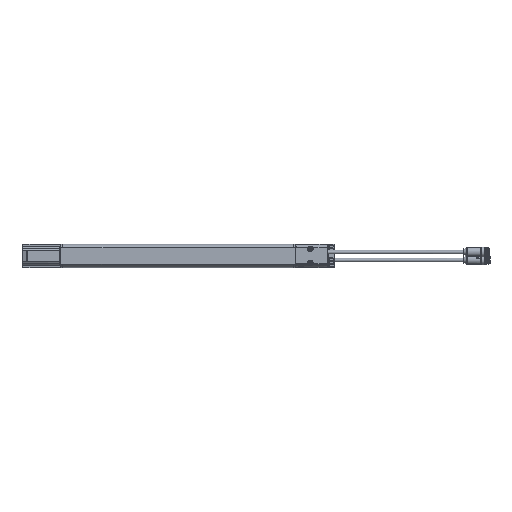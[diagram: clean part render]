
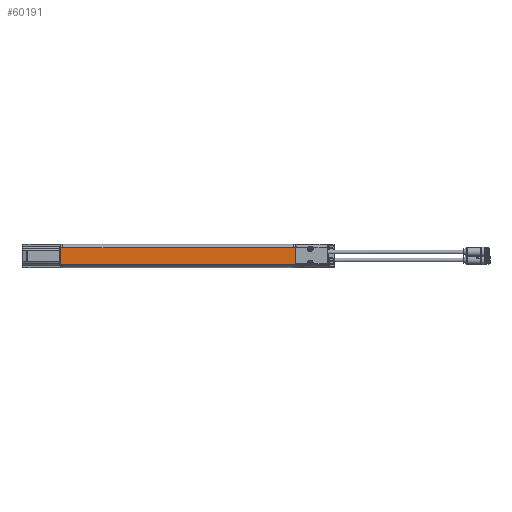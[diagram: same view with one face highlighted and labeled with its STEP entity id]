
A CAD part, left-side view. The second image highlights one B-rep face of the part: STEP entity #60191.
In plain terms, the highlighted planar face has unit normal (-1, 0, 0).
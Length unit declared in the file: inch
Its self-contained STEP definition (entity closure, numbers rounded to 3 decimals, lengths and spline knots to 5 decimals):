
#593 = ORIENTED_EDGE ( 'NONE', *, *, #86418, .T. ) ;
#1502 = B_SPLINE_CURVE_WITH_KNOTS ( 'NONE', 3,
 ( #54711, #46195, #8668, #38679 ),
 .UNSPECIFIED., .F., .F.,
 ( 4, 4 ),
 ( 0., 0.00208 ),
 .UNSPECIFIED. ) ;
#1752 = CARTESIAN_POINT ( 'NONE',  ( -2.99606, 6.67339, 0.4691 ) ) ;
#3332 = VECTOR ( 'NONE', #89248, 39.37008 ) ;
#3708 = VECTOR ( 'NONE', #74496, 39.37008 ) ;
#6189 = LINE ( 'NONE', #75758, #10302 ) ;
#6374 = VECTOR ( 'NONE', #11035, 39.37008 ) ;
#6428 = ORIENTED_EDGE ( 'NONE', *, *, #80528, .T. ) ;
#7478 = CARTESIAN_POINT ( 'NONE',  ( -2.99606, -6.79311, -0.59505 ) ) ;
#8486 = CARTESIAN_POINT ( 'NONE',  ( -2.99606, -6.79307, -0.46295 ) ) ;
#8668 = CARTESIAN_POINT ( 'NONE',  ( -2.99606, 6.67339, 0.4678 ) ) ;
#10302 = VECTOR ( 'NONE', #52252, 39.37008 ) ;
#11035 = DIRECTION ( 'NONE',  ( 0., 0., -1. ) ) ;
#11549 = EDGE_CURVE ( 'NONE', #95405, #50608, #13347, .T. ) ;
#13347 = LINE ( 'NONE', #28836, #59037 ) ;
#15131 = EDGE_CURVE ( 'NONE', #50608, #22310, #37671, .T. ) ;
#15542 = CARTESIAN_POINT ( 'NONE',  ( -2.99606, 123.24802, -0.03852 ) ) ;
#15797 = LINE ( 'NONE', #23789, #82654 ) ;
#16060 = CARTESIAN_POINT ( 'NONE',  ( -2.99606, 6.67339, 0.46715 ) ) ;
#17087 = EDGE_LOOP ( 'NONE', ( #6428, #25876, #23965, #91839, #49708, #92555, #593, #86903, #78284, #32136, #22993, #42072, #59195, #42964 ) ) ;
#17109 = EDGE_CURVE ( 'NONE', #95405, #86471, #37486, .T. ) ;
#17449 = VERTEX_POINT ( 'NONE', #92875 ) ;
#17521 = VERTEX_POINT ( 'NONE', #95823 ) ;
#18221 = CARTESIAN_POINT ( 'NONE',  ( -2.99606, 6.67307, -0.4675 ) ) ;
#18522 = LINE ( 'NONE', #94156, #6374 ) ;
#20169 = EDGE_CURVE ( 'NONE', #63326, #69037, #18522, .T. ) ;
#20787 = VECTOR ( 'NONE', #91292, 39.37008 ) ;
#22310 = VERTEX_POINT ( 'NONE', #59716 ) ;
#22567 = PLANE ( 'NONE',  #56947 ) ;
#22993 = ORIENTED_EDGE ( 'NONE', *, *, #25343, .T. ) ;
#23789 = CARTESIAN_POINT ( 'NONE',  ( -2.99606, 123.24787, -0.50487 ) ) ;
#23965 = ORIENTED_EDGE ( 'NONE', *, *, #68812, .T. ) ;
#24509 = DIRECTION ( 'NONE',  ( -1., 0., 0. ) ) ;
#25343 = EDGE_CURVE ( 'NONE', #81471, #86471, #76401, .T. ) ;
#25480 = CARTESIAN_POINT ( 'NONE',  ( -2.99606, 6.7538, 0.46906 ) ) ;
#25876 = ORIENTED_EDGE ( 'NONE', *, *, #69387, .F. ) ;
#28466 = VERTEX_POINT ( 'NONE', #89416 ) ;
#28836 = CARTESIAN_POINT ( 'NONE',  ( -2.99606, -6.79275, 0.47363 ) ) ;
#28844 = CARTESIAN_POINT ( 'NONE',  ( -2.99606, 123.24818, 0.42783 ) ) ;
#32136 = ORIENTED_EDGE ( 'NONE', *, *, #56128, .T. ) ;
#33994 = CARTESIAN_POINT ( 'NONE',  ( -2.99606, 6.79401, 0.46904 ) ) ;
#35371 = DIRECTION ( 'NONE',  ( 0., 1., 0. ) ) ;
#35716 = CARTESIAN_POINT ( 'NONE',  ( -2.99606, 6.7937, -0.46753 ) ) ;
#35926 = VERTEX_POINT ( 'NONE', #18221 ) ;
#36394 = VECTOR ( 'NONE', #78751, 39.37008 ) ;
#37403 = VERTEX_POINT ( 'NONE', #16060 ) ;
#37486 = LINE ( 'NONE', #7478, #67378 ) ;
#37671 = LINE ( 'NONE', #53703, #20787 ) ;
#37810 = CARTESIAN_POINT ( 'NONE',  ( -2.99606, -6.79307, -0.46295 ) ) ;
#38679 = CARTESIAN_POINT ( 'NONE',  ( -2.99606, 6.67339, 0.46715 ) ) ;
#41444 = VERTEX_POINT ( 'NONE', #1752 ) ;
#42072 = ORIENTED_EDGE ( 'NONE', *, *, #17109, .F. ) ;
#42964 = ORIENTED_EDGE ( 'NONE', *, *, #15131, .T. ) ;
#43567 = CARTESIAN_POINT ( 'NONE',  ( -2.99606, 6.67307, -0.46555 ) ) ;
#46195 = CARTESIAN_POINT ( 'NONE',  ( -2.99606, 6.67339, 0.46845 ) ) ;
#46328 = DIRECTION ( 'NONE',  ( 0., -1., 0. ) ) ;
#48723 = CARTESIAN_POINT ( 'NONE',  ( -2.99606, -6.67307, 0.4736 ) ) ;
#49392 = CARTESIAN_POINT ( 'NONE',  ( -2.99606, 6.79375, -0.3182 ) ) ;
#49708 = ORIENTED_EDGE ( 'NONE', *, *, #65185, .T. ) ;
#50017 = CARTESIAN_POINT ( 'NONE',  ( -2.99606, 6.7136, 0.46908 ) ) ;
#50408 = LINE ( 'NONE', #28844, #94045 ) ;
#50608 = VERTEX_POINT ( 'NONE', #48723 ) ;
#51895 = DIRECTION ( 'NONE',  ( 0., 1., 0. ) ) ;
#52252 = DIRECTION ( 'NONE',  ( 0., 0., -1. ) ) ;
#52878 = CARTESIAN_POINT ( 'NONE',  ( -2.99606, -6.75317, -0.46297 ) ) ;
#53703 = CARTESIAN_POINT ( 'NONE',  ( -2.99606, -6.673, 0.69427 ) ) ;
#53711 = EDGE_CURVE ( 'NONE', #17449, #35926, #66699, .T. ) ;
#54711 = CARTESIAN_POINT ( 'NONE',  ( -2.99606, 6.67339, 0.4691 ) ) ;
#56128 = EDGE_CURVE ( 'NONE', #28466, #81471, #89034, .T. ) ;
#56947 = AXIS2_PLACEMENT_3D ( 'NONE', #15542, #24509, #61101 ) ;
#57291 = EDGE_CURVE ( 'NONE', #17521, #76667, #6189, .T. ) ;
#58108 = CARTESIAN_POINT ( 'NONE',  ( -2.99606, 6.67307, -0.4675 ) ) ;
#59037 = VECTOR ( 'NONE', #51895, 39.37008 ) ;
#59195 = ORIENTED_EDGE ( 'NONE', *, *, #11549, .T. ) ;
#59716 = CARTESIAN_POINT ( 'NONE',  ( -2.99606, -6.67307, 0.47165 ) ) ;
#60191 = ADVANCED_FACE ( 'NONE', ( #91160 ), #22567, .T. ) ;
#61101 = DIRECTION ( 'NONE',  ( 0., 1., 0. ) ) ;
#61840 = CARTESIAN_POINT ( 'NONE',  ( -2.99606, -6.71328, -0.46298 ) ) ;
#63326 = VERTEX_POINT ( 'NONE', #49392 ) ;
#63759 = EDGE_CURVE ( 'NONE', #17449, #28466, #15797, .T. ) ;
#65185 = EDGE_CURVE ( 'NONE', #76667, #63326, #70732, .T. ) ;
#66205 = CARTESIAN_POINT ( 'NONE',  ( -2.99606, 6.7937, -0.46753 ) ) ;
#66252 = CARTESIAN_POINT ( 'NONE',  ( -2.99606, 6.79396, 0.31972 ) ) ;
#66699 = B_SPLINE_CURVE_WITH_KNOTS ( 'NONE', 3,
 ( #43567, #72622, #73616, #58108 ),
 .UNSPECIFIED., .F., .F.,
 ( 4, 4 ),
 ( 0.99792, 1. ),
 .UNSPECIFIED. ) ;
#67378 = VECTOR ( 'NONE', #68038, 39.37008 ) ;
#68038 = DIRECTION ( 'NONE',  ( 0., 0., -1. ) ) ;
#68812 = EDGE_CURVE ( 'NONE', #41444, #17521, #91076, .T. ) ;
#69037 = VERTEX_POINT ( 'NONE', #35716 ) ;
#69059 = CARTESIAN_POINT ( 'NONE',  ( -2.99606, -6.67339, -0.463 ) ) ;
#69387 = EDGE_CURVE ( 'NONE', #41444, #37403, #1502, .T. ) ;
#70732 = LINE ( 'NONE', #71223, #36394 ) ;
#71223 = CARTESIAN_POINT ( 'NONE',  ( -2.99606, 6.79362, -0.68822 ) ) ;
#72622 = CARTESIAN_POINT ( 'NONE',  ( -2.99606, 6.67307, -0.4662 ) ) ;
#73616 = CARTESIAN_POINT ( 'NONE',  ( -2.99606, 6.67307, -0.46685 ) ) ;
#73733 = LINE ( 'NONE', #66205, #3332 ) ;
#74496 = DIRECTION ( 'NONE',  ( 0., 0., -1. ) ) ;
#75758 = CARTESIAN_POINT ( 'NONE',  ( -2.99606, 6.79362, -0.68822 ) ) ;
#76401 = B_SPLINE_CURVE_WITH_KNOTS ( 'NONE', 3,
 ( #90919, #61840, #52878, #37810 ),
 .UNSPECIFIED., .F., .F.,
 ( 4, 4 ),
 ( 0., 1. ),
 .UNSPECIFIED. ) ;
#76667 = VERTEX_POINT ( 'NONE', #66252 ) ;
#78284 = ORIENTED_EDGE ( 'NONE', *, *, #63759, .T. ) ;
#78751 = DIRECTION ( 'NONE',  ( 0., 0., -1. ) ) ;
#80050 = CARTESIAN_POINT ( 'NONE',  ( -2.99606, 6.67339, 0.4691 ) ) ;
#80528 = EDGE_CURVE ( 'NONE', #22310, #37403, #50408, .T. ) ;
#81019 = CARTESIAN_POINT ( 'NONE',  ( -2.99606, -6.673, 0.69427 ) ) ;
#81471 = VERTEX_POINT ( 'NONE', #69059 ) ;
#82654 = VECTOR ( 'NONE', #46328, 39.37008 ) ;
#86418 = EDGE_CURVE ( 'NONE', #69037, #35926, #73733, .T. ) ;
#86471 = VERTEX_POINT ( 'NONE', #8486 ) ;
#86609 = CARTESIAN_POINT ( 'NONE',  ( -2.99606, -6.79275, 0.47363 ) ) ;
#86903 = ORIENTED_EDGE ( 'NONE', *, *, #53711, .F. ) ;
#89034 = LINE ( 'NONE', #81019, #3708 ) ;
#89248 = DIRECTION ( 'NONE',  ( 0., -1., 0. ) ) ;
#89416 = CARTESIAN_POINT ( 'NONE',  ( -2.99606, -6.67338, -0.46105 ) ) ;
#90919 = CARTESIAN_POINT ( 'NONE',  ( -2.99606, -6.67339, -0.463 ) ) ;
#91076 = B_SPLINE_CURVE_WITH_KNOTS ( 'NONE', 3,
 ( #80050, #50017, #25480, #33994 ),
 .UNSPECIFIED., .F., .F.,
 ( 4, 4 ),
 ( 0., 1. ),
 .UNSPECIFIED. ) ;
#91160 = FACE_OUTER_BOUND ( 'NONE', #17087, .T. ) ;
#91292 = DIRECTION ( 'NONE',  ( 0., 0., -1. ) ) ;
#91839 = ORIENTED_EDGE ( 'NONE', *, *, #57291, .T. ) ;
#92555 = ORIENTED_EDGE ( 'NONE', *, *, #20169, .T. ) ;
#92875 = CARTESIAN_POINT ( 'NONE',  ( -2.99606, 6.67307, -0.46555 ) ) ;
#94045 = VECTOR ( 'NONE', #35371, 39.37008 ) ;
#94156 = CARTESIAN_POINT ( 'NONE',  ( -2.99606, 6.79362, -0.68822 ) ) ;
#95405 = VERTEX_POINT ( 'NONE', #86609 ) ;
#95823 = CARTESIAN_POINT ( 'NONE',  ( -2.99606, 6.79401, 0.46904 ) ) ;
